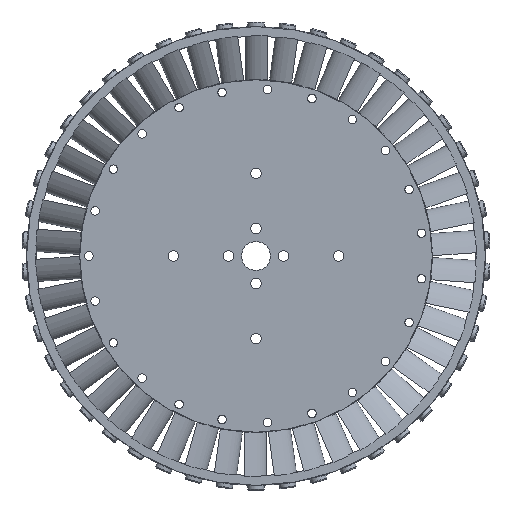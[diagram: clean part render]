
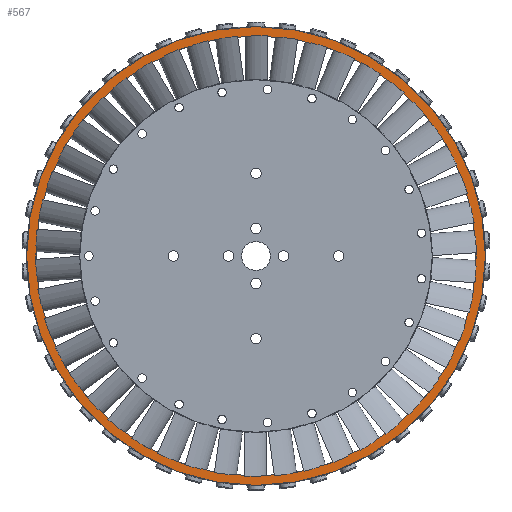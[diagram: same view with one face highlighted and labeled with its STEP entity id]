
A CAD part, front view. The second image highlights one B-rep face of the part: STEP entity #567.
In plain terms, the highlighted planar face has unit normal (0, -1, 0).
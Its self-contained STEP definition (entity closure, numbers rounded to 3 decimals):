
#567 = ADVANCED_FACE ( 'NONE', ( #6133, #9665 ), #18408, .F. ) ;
#1112 = CARTESIAN_POINT ( 'NONE',  ( 0., 0., 76.2 ) ) ;
#1595 = AXIS2_PLACEMENT_3D ( 'NONE', #18482, #13098, #20239 ) ;
#1706 = VERTEX_POINT ( 'NONE', #9866 ) ;
#2205 = DIRECTION ( 'NONE',  ( 0., 0., 1. ) ) ;
#3043 = VERTEX_POINT ( 'NONE', #1112 ) ;
#4464 = AXIS2_PLACEMENT_3D ( 'NONE', #15239, #12040, #11911 ) ;
#5058 = DIRECTION ( 'NONE',  ( 0., 0., 1. ) ) ;
#5712 = CIRCLE ( 'NONE', #10202, 76.2 ) ;
#5903 = DIRECTION ( 'NONE',  ( 0., 1., 0. ) ) ;
#6133 = FACE_OUTER_BOUND ( 'NONE', #10530, .T. ) ;
#7459 = CIRCLE ( 'NONE', #4464, 79.375 ) ;
#7649 = AXIS2_PLACEMENT_3D ( 'NONE', #20135, #18255, #2205 ) ;
#9155 = EDGE_CURVE ( 'NONE', #1706, #21447, #7459, .T. ) ;
#9374 = AXIS2_PLACEMENT_3D ( 'NONE', #15152, #5903, #17003 ) ;
#9665 = FACE_BOUND ( 'NONE', #17616, .T. ) ;
#9866 = CARTESIAN_POINT ( 'NONE',  ( 0., 0., 79.375 ) ) ;
#10202 = AXIS2_PLACEMENT_3D ( 'NONE', #17349, #12070, #5058 ) ;
#10313 = EDGE_CURVE ( 'NONE', #21447, #1706, #19556, .T. ) ;
#10530 = EDGE_LOOP ( 'NONE', ( #19565, #14095 ) ) ;
#11911 = DIRECTION ( 'NONE',  ( 0., 0., 1. ) ) ;
#11991 = EDGE_CURVE ( 'NONE', #3043, #22762, #18093, .T. ) ;
#12040 = DIRECTION ( 'NONE',  ( 0., 1., 0. ) ) ;
#12070 = DIRECTION ( 'NONE',  ( 0., 1., 0. ) ) ;
#13085 = ORIENTED_EDGE ( 'NONE', *, *, #11991, .T. ) ;
#13098 = DIRECTION ( 'NONE',  ( 0., 1., 0. ) ) ;
#14095 = ORIENTED_EDGE ( 'NONE', *, *, #9155, .F. ) ;
#15152 = CARTESIAN_POINT ( 'NONE',  ( 0., 0., 0. ) ) ;
#15239 = CARTESIAN_POINT ( 'NONE',  ( 0., 0., 0. ) ) ;
#17003 = DIRECTION ( 'NONE',  ( 0., 0., 1. ) ) ;
#17327 = EDGE_CURVE ( 'NONE', #22762, #3043, #5712, .T. ) ;
#17349 = CARTESIAN_POINT ( 'NONE',  ( 0., 0., 0. ) ) ;
#17616 = EDGE_LOOP ( 'NONE', ( #19260, #13085 ) ) ;
#18093 = CIRCLE ( 'NONE', #7649, 76.2 ) ;
#18255 = DIRECTION ( 'NONE',  ( 0., 1., 0. ) ) ;
#18408 = PLANE ( 'NONE',  #9374 ) ;
#18482 = CARTESIAN_POINT ( 'NONE',  ( 0., 0., 0. ) ) ;
#19260 = ORIENTED_EDGE ( 'NONE', *, *, #17327, .T. ) ;
#19556 = CIRCLE ( 'NONE', #1595, 79.375 ) ;
#19565 = ORIENTED_EDGE ( 'NONE', *, *, #10313, .F. ) ;
#20135 = CARTESIAN_POINT ( 'NONE',  ( 0., 0., 0. ) ) ;
#20239 = DIRECTION ( 'NONE',  ( 0., 0., 1. ) ) ;
#20666 = CARTESIAN_POINT ( 'NONE',  ( 0., 0., -79.375 ) ) ;
#21447 = VERTEX_POINT ( 'NONE', #20666 ) ;
#22222 = CARTESIAN_POINT ( 'NONE',  ( 0., 0., -76.2 ) ) ;
#22762 = VERTEX_POINT ( 'NONE', #22222 ) ;
